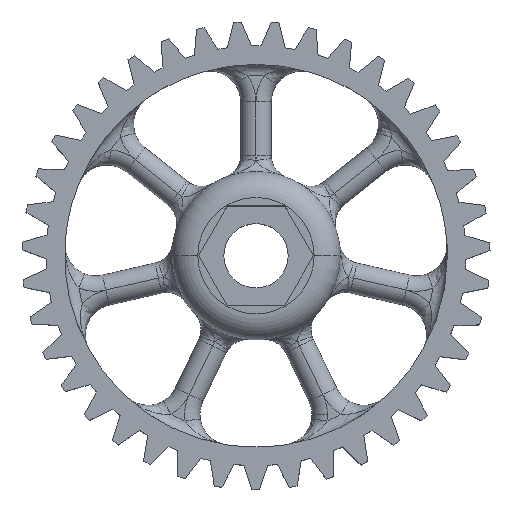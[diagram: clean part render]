
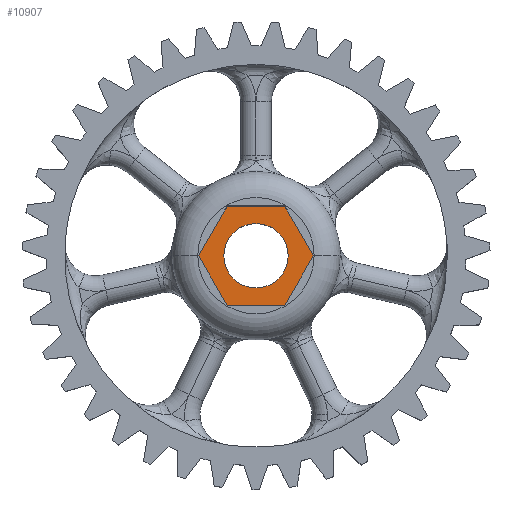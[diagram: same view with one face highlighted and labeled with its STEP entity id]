
A CAD part, top view. The second image highlights one B-rep face of the part: STEP entity #10907.
In plain terms, the highlighted planar face has unit normal (0, 0, 1).
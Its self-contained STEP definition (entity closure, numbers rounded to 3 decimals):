
#318 = AXIS2_PLACEMENT_3D ( 'NONE', #17479, #17480, #17481 ) ;
#1125 = EDGE_LOOP ( 'NONE', ( #19141, #19142, #19143, #19144, #19145, #19146 ) ) ;
#1138 = EDGE_LOOP ( 'NONE', ( #19147, #19148 ) ) ;
#1664 = CARTESIAN_POINT ( 'NONE',  ( -4.2, 0., 4. ) ) ;
#1665 = CARTESIAN_POINT ( 'NONE',  ( 4.2, 0., 4. ) ) ;
#1719 = CARTESIAN_POINT ( 'NONE',  ( 7.506, 0., 4. ) ) ;
#1720 = CARTESIAN_POINT ( 'NONE',  ( -3.753, 6.5, 4. ) ) ;
#1723 = CARTESIAN_POINT ( 'NONE',  ( 3.753, -6.5, 4. ) ) ;
#1724 = CARTESIAN_POINT ( 'NONE',  ( 3.753, 6.5, 4. ) ) ;
#2742 = AXIS2_PLACEMENT_3D ( 'NONE', #7802, #7803, #7804 ) ;
#3368 = CIRCLE ( 'NONE', #2742, 4.2 ) ;
#4982 = EDGE_CURVE ( 'NONE', #16213, #16212, #12032, .T. ) ;
#4983 = EDGE_CURVE ( 'NONE', #5196, #5200, #12034, .T. ) ;
#4984 = EDGE_CURVE ( 'NONE', #5200, #16804, #12036, .T. ) ;
#4985 = EDGE_CURVE ( 'NONE', #16804, #16805, #12039, .T. ) ;
#4986 = EDGE_CURVE ( 'NONE', #16805, #16806, #12041, .T. ) ;
#4987 = EDGE_CURVE ( 'NONE', #16806, #16807, #12043, .T. ) ;
#4988 = EDGE_CURVE ( 'NONE', #16807, #5196, #12045, .T. ) ;
#5196 = VERTEX_POINT ( 'NONE', #15725 ) ;
#5200 = VERTEX_POINT ( 'NONE', #15733 ) ;
#6275 = FACE_OUTER_BOUND ( 'NONE', #1125, .T. ) ;
#6278 = FACE_BOUND ( 'NONE', #1138, .T. ) ;
#7802 = CARTESIAN_POINT ( 'NONE',  ( 0., 0., 4. ) ) ;
#7803 = DIRECTION ( 'NONE',  ( 0., 0., 1. ) ) ;
#7804 = DIRECTION ( 'NONE',  ( -1., 0., 0. ) ) ;
#8568 = CARTESIAN_POINT ( 'NONE',  ( -7.506, 0., 4. ) ) ;
#8575 = PLANE ( 'NONE',  #16328 ) ;
#8577 = DIRECTION ( 'NONE',  ( 0., 0., -1. ) ) ;
#8578 = DIRECTION ( 'NONE',  ( -1., 0., 0. ) ) ;
#10907 = ADVANCED_FACE ( 'NONE', ( #6275, #6278 ), #8575, .F. ) ;
#12032 = CIRCLE ( 'NONE', #318, 4.2 ) ;
#12034 = LINE ( 'NONE', #17478, #12038 ) ;
#12036 = LINE ( 'NONE', #17477, #12040 ) ;
#12038 = VECTOR ( 'NONE', #17476, 1000. ) ;
#12039 = LINE ( 'NONE', #17484, #12042 ) ;
#12040 = VECTOR ( 'NONE', #17483, 1000. ) ;
#12041 = LINE ( 'NONE', #17486, #12044 ) ;
#12042 = VECTOR ( 'NONE', #17485, 1000. ) ;
#12043 = LINE ( 'NONE', #17488, #12046 ) ;
#12044 = VECTOR ( 'NONE', #17487, 1000. ) ;
#12045 = LINE ( 'NONE', #17490, #12048 ) ;
#12046 = VECTOR ( 'NONE', #17489, 1000. ) ;
#12048 = VECTOR ( 'NONE', #17491, 1000. ) ;
#15725 = CARTESIAN_POINT ( 'NONE',  ( -7.506, 0., 4. ) ) ;
#15733 = CARTESIAN_POINT ( 'NONE',  ( -3.753, -6.5, 4. ) ) ;
#16212 = VERTEX_POINT ( 'NONE', #1664 ) ;
#16213 = VERTEX_POINT ( 'NONE', #1665 ) ;
#16328 = AXIS2_PLACEMENT_3D ( 'NONE', #8568, #8577, #8578 ) ;
#16804 = VERTEX_POINT ( 'NONE', #1723 ) ;
#16805 = VERTEX_POINT ( 'NONE', #1719 ) ;
#16806 = VERTEX_POINT ( 'NONE', #1724 ) ;
#16807 = VERTEX_POINT ( 'NONE', #1720 ) ;
#17476 = DIRECTION ( 'NONE',  ( 0.5, -0.866, 0. ) ) ;
#17477 = CARTESIAN_POINT ( 'NONE',  ( -3.753, -6.5, 4. ) ) ;
#17478 = CARTESIAN_POINT ( 'NONE',  ( -7.506, 0., 4. ) ) ;
#17479 = CARTESIAN_POINT ( 'NONE',  ( 0., 0., 4. ) ) ;
#17480 = DIRECTION ( 'NONE',  ( 0., 0., 1. ) ) ;
#17481 = DIRECTION ( 'NONE',  ( -1., 0., 0. ) ) ;
#17483 = DIRECTION ( 'NONE',  ( 1., 0., 0. ) ) ;
#17484 = CARTESIAN_POINT ( 'NONE',  ( 3.753, -6.5, 4. ) ) ;
#17485 = DIRECTION ( 'NONE',  ( 0.5, 0.866, 0. ) ) ;
#17486 = CARTESIAN_POINT ( 'NONE',  ( 7.506, 0., 4. ) ) ;
#17487 = DIRECTION ( 'NONE',  ( -0.5, 0.866, 0. ) ) ;
#17488 = CARTESIAN_POINT ( 'NONE',  ( 3.753, 6.5, 4. ) ) ;
#17489 = DIRECTION ( 'NONE',  ( -1., 0., 0. ) ) ;
#17490 = CARTESIAN_POINT ( 'NONE',  ( -3.753, 6.5, 4. ) ) ;
#17491 = DIRECTION ( 'NONE',  ( -0.5, -0.866, 0. ) ) ;
#18098 = EDGE_CURVE ( 'NONE', #16212, #16213, #3368, .T. ) ;
#19141 = ORIENTED_EDGE ( 'NONE', *, *, #4983, .T. ) ;
#19142 = ORIENTED_EDGE ( 'NONE', *, *, #4984, .T. ) ;
#19143 = ORIENTED_EDGE ( 'NONE', *, *, #4985, .T. ) ;
#19144 = ORIENTED_EDGE ( 'NONE', *, *, #4986, .T. ) ;
#19145 = ORIENTED_EDGE ( 'NONE', *, *, #4987, .T. ) ;
#19146 = ORIENTED_EDGE ( 'NONE', *, *, #4988, .T. ) ;
#19147 = ORIENTED_EDGE ( 'NONE', *, *, #4982, .F. ) ;
#19148 = ORIENTED_EDGE ( 'NONE', *, *, #18098, .F. ) ;
